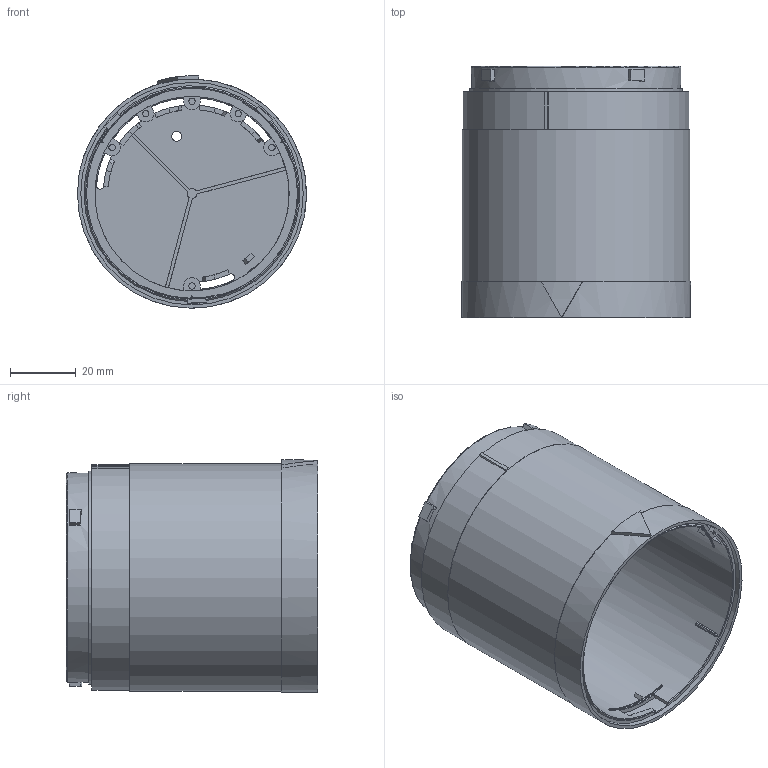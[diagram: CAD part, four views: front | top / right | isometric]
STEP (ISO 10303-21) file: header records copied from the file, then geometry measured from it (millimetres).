
FILE_DESCRIPTION(/* description */ (''),/* implementation_level */ '2;1');
FILE_NAME(/* name */ '855T_MODULE_ASM_1_ASM_1_ASM_1_ASM.stp',/* time_stamp */ '2017-01-08T10:50:28-05:00',/* author */ ('jeff1'),/* organization */ (''),/* preprocessor_version */ 'ST-DEVELOPER v16.5',/* originating_system */ 'Autodesk Inventor 2017',/* authorisation */ '');
FILE_SCHEMA (('AUTOMOTIVE_DESIGN { 1 0 10303 214 3 1 1 }'));
Length unit declared in the file: inch
Products named in the file (3): 855T_MODULE_ASM_1_ASM_1_ASM_1_ASM; 40378-011_1_1_1; 40378-007_1_1_1
Assembly tree (2 placements, depth 2):
  855T_MODULE_ASM_1_ASM_1_ASM_1_ASM
    40378-011_1_1_1
    40378-007_1_1_1
Bounding box: 69.5 x 76.25 x 70.5 mm (x, y, z)
Volume: 48969.5 mm3; surface area: 46118.7 mm2
Topology: 2 solids, 2 shells, 436 faces, 1188 edges, 772 vertices
Faces by surface type: plane 240, cylinder 165, torus 13, cone 12, bspline 6
Full cylindrical faces by diameter (mm): 1.9 x6, 3 x1, 4 x6, 59 x1, 61 x1, 61.5 x1, 63.6 x1, 64 x2, 64.8 x1, 67.5 x1, 69 x1, 69.5 x1
Entity records: 14360 total; most frequent: CARTESIAN_POINT 3122, DIRECTION 2407, ORIENTED_EDGE 2290, EDGE_CURVE 1145, AXIS2_PLACEMENT_3D 891, VERTEX_POINT 759, LINE 625, VECTOR 625
